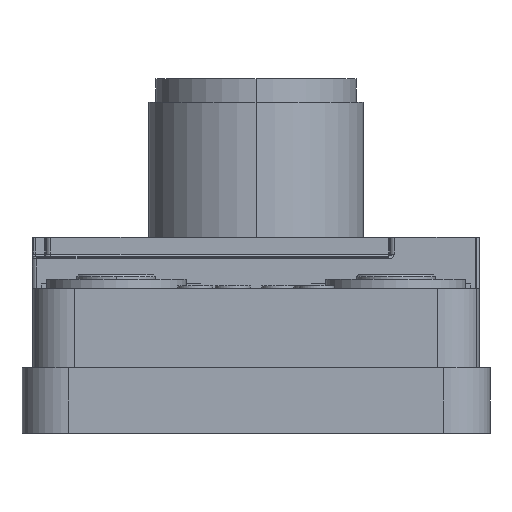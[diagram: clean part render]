
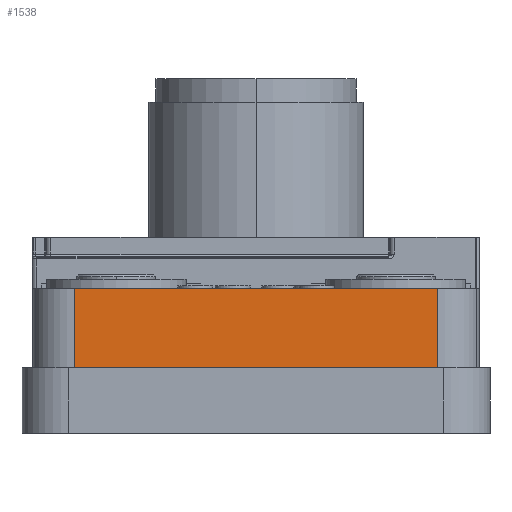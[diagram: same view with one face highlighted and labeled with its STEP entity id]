
A CAD part, left-side view. The second image highlights one B-rep face of the part: STEP entity #1538.
In plain terms, the highlighted planar face has unit normal (-1, 0, 0).
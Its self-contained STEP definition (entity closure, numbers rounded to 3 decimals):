
#1538=ADVANCED_FACE('',(#3180),#3181,.T.);
#3180=FACE_OUTER_BOUND('',#5284,.T.);
#3181=PLANE('',#5285);
#5284=EDGE_LOOP('',(#9951,#9952,#9953,#9954));
#5285=AXIS2_PLACEMENT_3D('',#9955,#9956,#9957);
#9951=ORIENTED_EDGE('',*,*,#11476,.T.);
#9952=ORIENTED_EDGE('',*,*,#10200,.F.);
#9953=ORIENTED_EDGE('',*,*,#11738,.T.);
#9954=ORIENTED_EDGE('',*,*,#11366,.F.);
#9955=CARTESIAN_POINT('',(-18.855,274.307,-0.625));
#9956=DIRECTION('',(-1.0,0.0,0.0));
#9957=DIRECTION('',(0.0,0.0,1.0));
#10200=EDGE_CURVE('',#12245,#12247,#12248,.T.);
#11366=EDGE_CURVE('',#14045,#14047,#14048,.T.);
#11476=EDGE_CURVE('',#14045,#12247,#14186,.T.);
#11738=EDGE_CURVE('',#12245,#14047,#14519,.T.);
#12245=VERTEX_POINT('',#15183);
#12247=VERTEX_POINT('',#15185);
#12248=LINE('',#15186,#15187);
#14045=VERTEX_POINT('',#17299);
#14047=VERTEX_POINT('',#17301);
#14048=LINE('',#17302,#17303);
#14186=LINE('',#17465,#17466);
#14519=LINE('',#17978,#17979);
#15183=CARTESIAN_POINT('',(-18.855,276.257,12.5));
#15185=CARTESIAN_POINT('',(-18.855,276.257,4.));
#15186=CARTESIAN_POINT('',(-18.855,276.257,12.5));
#15187=VECTOR('',#18489,8.5);
#17299=CARTESIAN_POINT('',(-18.855,315.257,4.));
#17301=CARTESIAN_POINT('',(-18.855,315.257,12.5));
#17302=CARTESIAN_POINT('',(-18.855,315.257,4.));
#17303=VECTOR('',#20581,8.5);
#17465=CARTESIAN_POINT('',(-18.855,315.257,4.));
#17466=VECTOR('',#20768,39.0);
#17978=CARTESIAN_POINT('',(-18.855,276.257,12.5));
#17979=VECTOR('',#20924,39.0);
#18489=DIRECTION('',(0.0,0.0,-1.0));
#20581=DIRECTION('',(0.0,0.0,1.0));
#20768=DIRECTION('',(0.0,-1.0,0.0));
#20924=DIRECTION('',(0.0,1.0,0.0));
